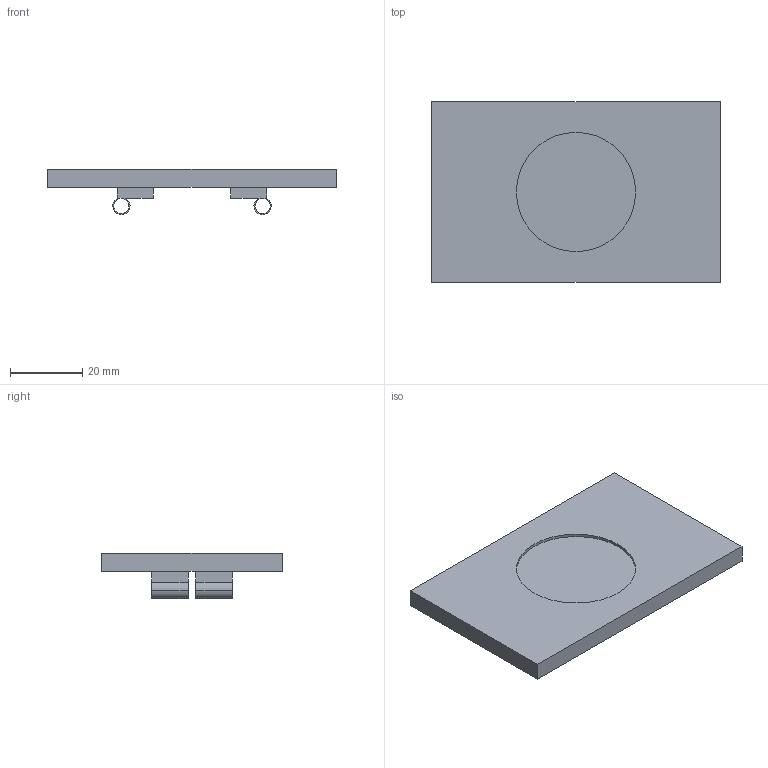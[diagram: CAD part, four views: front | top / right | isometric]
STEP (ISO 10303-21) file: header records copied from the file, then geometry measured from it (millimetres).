
FILE_DESCRIPTION(('CATIA V5 STEP Exchange'),'2;1');
FILE_NAME('Plaque-aimant.stp','2018-12-12T16:44:48+00:00',('none'),('none'),'CATIA Version 5 Release 20 GA (IN-10)','CATIA V5 STEP AP203','none');
FILE_SCHEMA(('CONFIG_CONTROL_DESIGN'));
Length unit declared in the file: millimetre
Products named in the file (1): Plaque_aimant
Bounding box: 80 x 50 x 12.5 mm (x, y, z)
Volume: 20667.5 mm3; surface area: 10837.4 mm2
Topology: 1 solids, 1 shells, 41 faces, 106 edges, 73 vertices
Faces by surface type: plane 27, cylinder 14
Entity records: 1190 total; most frequent: CARTESIAN_POINT 204, ORIENTED_EDGE 204, DIRECTION 148, EDGE_CURVE 102, VECTOR 78, LINE 78, VERTEX_POINT 68, EDGE_LOOP 54
